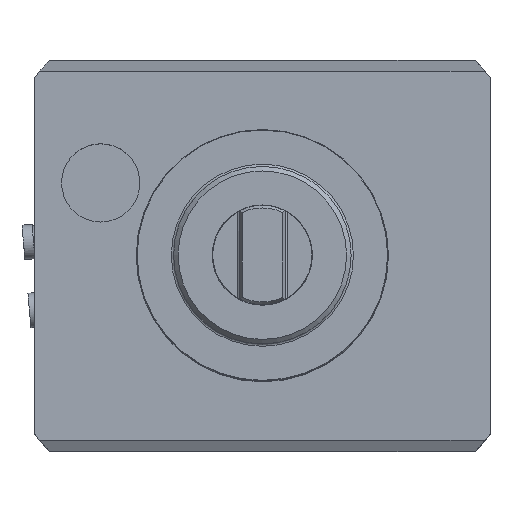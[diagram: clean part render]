
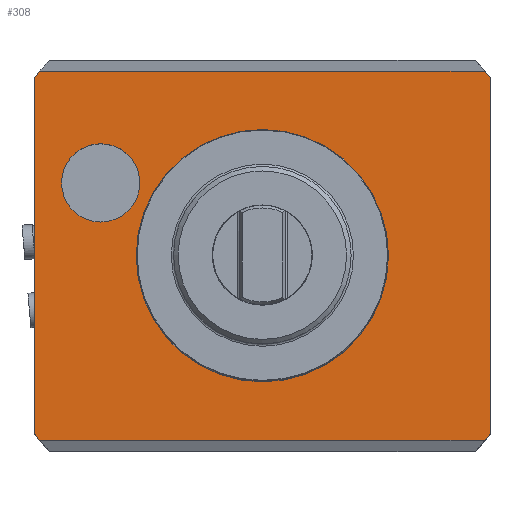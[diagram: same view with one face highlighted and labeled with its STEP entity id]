
A CAD part, top view. The second image highlights one B-rep face of the part: STEP entity #308.
In plain terms, the highlighted planar face has unit normal (0, 0, 1).
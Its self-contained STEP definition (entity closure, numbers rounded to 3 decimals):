
#183=FACE_BOUND('',#479,.T.);
#184=FACE_BOUND('',#480,.T.);
#185=FACE_BOUND('',#481,.T.);
#234=PLANE('',#1315);
#308=ADVANCED_FACE('',(#183,#184,#185),#234,.T.);
#479=EDGE_LOOP('',(#833));
#480=EDGE_LOOP('',(#834,#835,#836,#837,#838,#839,#840,#841));
#481=EDGE_LOOP('',(#842));
#509=LINE('',#2068,#549);
#510=LINE('',#2072,#550);
#511=LINE('',#2078,#551);
#515=LINE('',#2087,#555);
#549=VECTOR('',#1623,1.0);
#550=VECTOR('',#1628,1.0);
#551=VECTOR('',#1635,1.0);
#555=VECTOR('',#1641,1.0);
#833=ORIENTED_EDGE('',*,*,#960,.F.);
#834=ORIENTED_EDGE('',*,*,#1071,.T.);
#835=ORIENTED_EDGE('',*,*,#1051,.T.);
#836=ORIENTED_EDGE('',*,*,#1066,.T.);
#837=ORIENTED_EDGE('',*,*,#1056,.T.);
#838=ORIENTED_EDGE('',*,*,#1064,.T.);
#839=ORIENTED_EDGE('',*,*,#1053,.T.);
#840=ORIENTED_EDGE('',*,*,#1073,.T.);
#841=ORIENTED_EDGE('',*,*,#1060,.T.);
#842=ORIENTED_EDGE('',*,*,#1001,.T.);
#861=VERTEX_POINT('',#1824);
#887=VERTEX_POINT('',#1949);
#925=VERTEX_POINT('',#2067);
#926=VERTEX_POINT('',#2069);
#927=VERTEX_POINT('',#2073);
#928=VERTEX_POINT('',#2074);
#929=VERTEX_POINT('',#2079);
#930=VERTEX_POINT('',#2080);
#933=VERTEX_POINT('',#2088);
#934=VERTEX_POINT('',#2089);
#960=EDGE_CURVE('',#861,#861,#1082,.T.);
#1001=EDGE_CURVE('',#887,#887,#1106,.T.);
#1051=EDGE_CURVE('',#926,#925,#509,.T.);
#1053=EDGE_CURVE('',#927,#928,#510,.T.);
#1056=EDGE_CURVE('',#929,#930,#511,.T.);
#1060=EDGE_CURVE('',#933,#934,#515,.T.);
#1064=EDGE_CURVE('',#930,#927,#1146,.T.);
#1066=EDGE_CURVE('',#925,#929,#1148,.T.);
#1071=EDGE_CURVE('',#934,#926,#1150,.T.);
#1073=EDGE_CURVE('',#928,#933,#1152,.T.);
#1082=CIRCLE('',#1169,8.6);
#1106=CIRCLE('',#1218,27.7);
#1146=CIRCLE('',#1301,63.5);
#1148=CIRCLE('',#1304,63.5);
#1150=CIRCLE('',#1308,63.5);
#1152=CIRCLE('',#1311,63.5);
#1169=AXIS2_PLACEMENT_3D('',#1823,#1354,#1355);
#1218=AXIS2_PLACEMENT_3D('',#1948,#1466,#1467);
#1301=AXIS2_PLACEMENT_3D('',#2096,#1647,#1648);
#1304=AXIS2_PLACEMENT_3D('',#2099,#1653,#1654);
#1308=AXIS2_PLACEMENT_3D('',#2108,#1664,#1665);
#1311=AXIS2_PLACEMENT_3D('',#2111,#1670,#1671);
#1315=AXIS2_PLACEMENT_3D('',#2115,#1678,#1679);
#1354=DIRECTION('',(0.0,0.0,1.0));
#1355=DIRECTION('',(1.0,0.0,0.0));
#1466=DIRECTION('',(0.0,0.0,-1.0));
#1467=DIRECTION('',(1.0,0.0,0.0));
#1623=DIRECTION('',(1.0,0.0,0.0));
#1628=DIRECTION('',(-1.0,0.0,0.0));
#1635=DIRECTION('',(0.0,1.0,0.0));
#1641=DIRECTION('',(0.0,-1.0,0.0));
#1647=DIRECTION('',(0.0,0.0,1.0));
#1648=DIRECTION('',(1.0,0.0,0.0));
#1653=DIRECTION('',(0.0,0.0,1.0));
#1654=DIRECTION('',(1.0,0.0,0.0));
#1664=DIRECTION('',(0.0,0.0,1.0));
#1665=DIRECTION('',(1.0,0.0,0.0));
#1670=DIRECTION('',(0.0,0.0,1.0));
#1671=DIRECTION('',(1.0,0.0,0.0));
#1678=DIRECTION('',(0.0,0.0,1.0));
#1679=DIRECTION('',(-1.0,0.0,0.0));
#1823=CARTESIAN_POINT('',(-35.5,16.0,0.0));
#1824=CARTESIAN_POINT('',(-26.9,16.0,0.0));
#1948=CARTESIAN_POINT('',(0.0,0.0,0.0));
#1949=CARTESIAN_POINT('',(27.7,0.0,0.0));
#2067=CARTESIAN_POINT('',(48.908,-40.5,0.));
#2068=CARTESIAN_POINT('',(0.,-40.5,0.0));
#2069=CARTESIAN_POINT('',(-48.908,-40.5,0.0));
#2072=CARTESIAN_POINT('',(0.,40.5,0.0));
#2073=CARTESIAN_POINT('',(48.908,40.5,0.));
#2074=CARTESIAN_POINT('',(-48.908,40.5,0.));
#2078=CARTESIAN_POINT('',(50.,-39.144,0.0));
#2079=CARTESIAN_POINT('',(50.,-39.144,0.0));
#2080=CARTESIAN_POINT('',(50.,39.144,0.0));
#2087=CARTESIAN_POINT('',(-50.,39.144,0.0));
#2088=CARTESIAN_POINT('',(-50.,39.144,0.0));
#2089=CARTESIAN_POINT('',(-50.,-39.144,0.0));
#2096=CARTESIAN_POINT('',(0.,0.,0.0));
#2099=CARTESIAN_POINT('',(0.,0.,0.0));
#2108=CARTESIAN_POINT('',(0.,0.,0.0));
#2111=CARTESIAN_POINT('',(0.,0.,0.0));
#2115=CARTESIAN_POINT('',(0.,0.,0.0));
